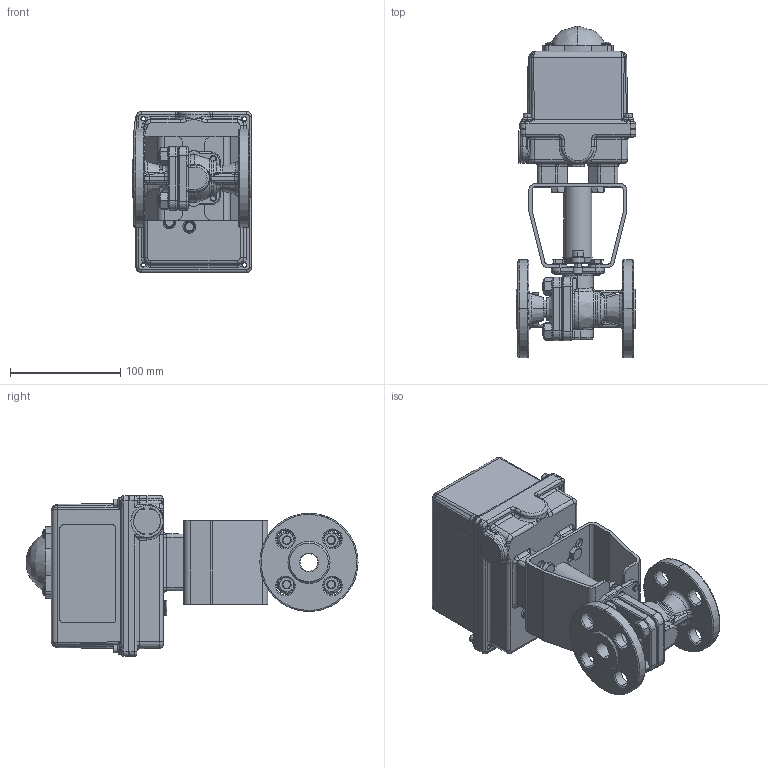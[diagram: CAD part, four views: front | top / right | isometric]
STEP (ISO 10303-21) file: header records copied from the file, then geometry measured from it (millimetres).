
FILE_DESCRIPTION (( 'STEP AP203' ), '1' );
FILE_NAME ('5801F-050_ER-1.STEP', '2017-11-27T19:41:10', ( '' ), ( '' ), 'SwSTEP 2.0', 'SolidWorks 2014', '' );
FILE_SCHEMA (( 'CONFIG_CONTROL_DESIGN' ));
Products named in the file (1): 5801F-050_ER-1
Bounding box: 108.44 x 301.21 x 146.05 mm (x, y, z)
Surface area: 187961.6 mm2 (no closed solid volume)
Topology: 0 solids, 39 shells, 1143 faces, 3333 edges, 2142 vertices
Faces by surface type: cylinder 343, bspline 342, plane 287, cone 171
Entity records: 54167 total; most frequent: CARTESIAN_POINT 27276, ORIENTED_EDGE 5679, DIRECTION 4939, EDGE_CURVE 3300, VERTEX_POINT 2142, AXIS2_PLACEMENT_3D 1940, EDGE_LOOP 1278, FACE_OUTER_BOUND 1143
